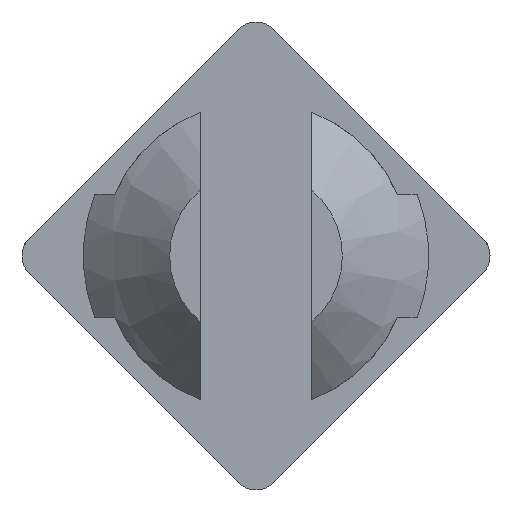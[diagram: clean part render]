
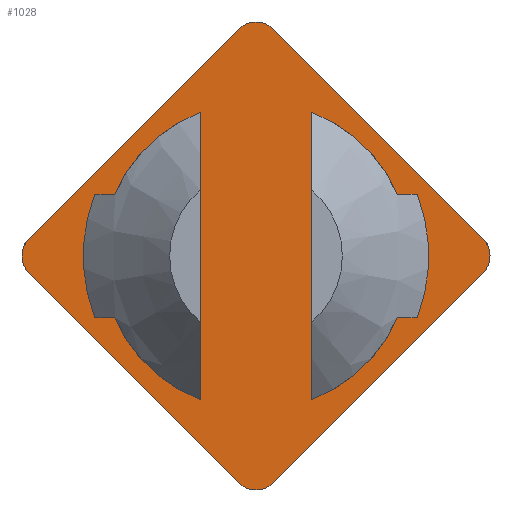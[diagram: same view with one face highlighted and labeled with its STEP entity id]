
A CAD part, front view. The second image highlights one B-rep face of the part: STEP entity #1028.
In plain terms, the highlighted planar face has unit normal (0, -1, 0).
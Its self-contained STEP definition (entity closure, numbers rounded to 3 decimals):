
#164=CARTESIAN_POINT('',(0.,2.5,0.));
#165=DIRECTION('',(0.,1.,0.));
#166=DIRECTION('',(0.36,0.,0.933));
#167=AXIS2_PLACEMENT_3D('',#164,#165,#166);
#179=CARTESIAN_POINT('',(0.,2.5,0.));
#180=DIRECTION('',(0.,1.,0.));
#181=DIRECTION('',(-0.36,0.,-0.933));
#182=AXIS2_PLACEMENT_3D('',#179,#180,#181);
#273=DIRECTION('',(0.,0.,-1.));
#274=VECTOR('',#273,2.332);
#275=CARTESIAN_POINT('',(0.45,2.5,1.166));
#276=LINE('',#275,#274);
#294=DIRECTION('',(0.,0.,-1.));
#295=VECTOR('',#294,2.332);
#296=CARTESIAN_POINT('',(-0.45,2.5,1.166));
#297=LINE('',#296,#295);
#301=CARTESIAN_POINT('',(0.,2.5,-1.697));
#302=DIRECTION('',(0.,-1.,0.));
#303=DIRECTION('',(-0.707,0.,-0.707));
#304=AXIS2_PLACEMENT_3D('',#301,#302,#303);
#309=DIRECTION('',(0.707,0.,-0.707));
#310=VECTOR('',#309,2.4);
#311=CARTESIAN_POINT('',(-1.838,2.5,-0.141));
#312=LINE('',#311,#310);
#316=CARTESIAN_POINT('',(-1.697,2.5,0.));
#317=DIRECTION('',(0.,-1.,0.));
#318=DIRECTION('',(-0.707,0.,0.707));
#319=AXIS2_PLACEMENT_3D('',#316,#317,#318);
#324=DIRECTION('',(-0.707,0.,-0.707));
#325=VECTOR('',#324,2.4);
#326=CARTESIAN_POINT('',(-0.141,2.5,1.838));
#327=LINE('',#326,#325);
#331=CARTESIAN_POINT('',(0.,2.5,1.697));
#332=DIRECTION('',(0.,-1.,0.));
#333=DIRECTION('',(0.707,0.,0.707));
#334=AXIS2_PLACEMENT_3D('',#331,#332,#333);
#339=DIRECTION('',(-0.707,0.,0.707));
#340=VECTOR('',#339,2.4);
#341=CARTESIAN_POINT('',(1.838,2.5,0.141));
#342=LINE('',#341,#340);
#346=CARTESIAN_POINT('',(1.697,2.5,0.));
#347=DIRECTION('',(0.,-1.,0.));
#348=DIRECTION('',(0.707,0.,-0.707));
#349=AXIS2_PLACEMENT_3D('',#346,#347,#348);
#354=DIRECTION('',(0.707,0.,0.707));
#355=VECTOR('',#354,2.4);
#356=CARTESIAN_POINT('',(0.141,2.5,-1.838));
#357=LINE('',#356,#355);
#716=CARTESIAN_POINT('',(0.45,2.5,-1.166));
#717=VERTEX_POINT('',#716);
#718=CARTESIAN_POINT('',(-0.45,2.5,-1.166));
#719=VERTEX_POINT('',#718);
#720=CARTESIAN_POINT('',(0.45,2.5,1.166));
#721=VERTEX_POINT('',#720);
#722=CARTESIAN_POINT('',(-0.45,2.5,1.166));
#723=VERTEX_POINT('',#722);
#724=CARTESIAN_POINT('',(-0.141,2.5,-1.838));
#725=CARTESIAN_POINT('',(0.141,2.5,-1.838));
#726=VERTEX_POINT('',#724);
#727=VERTEX_POINT('',#725);
#736=CARTESIAN_POINT('',(1.838,2.5,-0.141));
#737=VERTEX_POINT('',#736);
#738=CARTESIAN_POINT('',(1.838,2.5,0.141));
#739=VERTEX_POINT('',#738);
#744=CARTESIAN_POINT('',(-1.838,2.5,0.141));
#745=CARTESIAN_POINT('',(-1.838,2.5,-0.141));
#746=VERTEX_POINT('',#744);
#747=VERTEX_POINT('',#745);
#756=CARTESIAN_POINT('',(0.141,2.5,1.838));
#757=VERTEX_POINT('',#756);
#758=CARTESIAN_POINT('',(-0.141,2.5,1.838));
#759=VERTEX_POINT('',#758);
#997=CARTESIAN_POINT('',(0.,2.5,0.));
#998=DIRECTION('',(0.,1.,0.));
#999=DIRECTION('',(0.707,0.,-0.707));
#1000=AXIS2_PLACEMENT_3D('',#997,#998,#999);
#1001=PLANE('',#1000);
#1003=ORIENTED_EDGE('',*,*,#1002,.F.);
#1005=ORIENTED_EDGE('',*,*,#1004,.F.);
#1007=ORIENTED_EDGE('',*,*,#1006,.F.);
#1009=ORIENTED_EDGE('',*,*,#1008,.F.);
#1011=ORIENTED_EDGE('',*,*,#1010,.F.);
#1013=ORIENTED_EDGE('',*,*,#1012,.F.);
#1015=ORIENTED_EDGE('',*,*,#1014,.F.);
#1017=ORIENTED_EDGE('',*,*,#1016,.F.);
#1018=EDGE_LOOP('',(#1003,#1005,#1007,#1009,#1011,#1013,#1015,#1017));
#1019=FACE_OUTER_BOUND('',#1018,.F.);
#1020=ORIENTED_EDGE('',*,*,#863,.F.);
#1021=ORIENTED_EDGE('',*,*,#990,.F.);
#1022=EDGE_LOOP('',(#1020,#1021));
#1023=FACE_BOUND('',#1022,.F.);
#1024=ORIENTED_EDGE('',*,*,#839,.F.);
#1025=ORIENTED_EDGE('',*,*,#954,.T.);
#1026=EDGE_LOOP('',(#1024,#1025));
#1027=FACE_BOUND('',#1026,.F.);
#1028=ADVANCED_FACE('',(#1019,#1023,#1027),#1001,.F.);
#168=CIRCLE('',#167,1.25);
#183=CIRCLE('',#182,1.25);
#305=CIRCLE('',#304,0.2);
#320=CIRCLE('',#319,0.2);
#335=CIRCLE('',#334,0.2);
#350=CIRCLE('',#349,0.2);
#839=EDGE_CURVE('',#721,#717,#168,.T.);
#863=EDGE_CURVE('',#719,#723,#183,.T.);
#954=EDGE_CURVE('',#721,#717,#276,.T.);
#990=EDGE_CURVE('',#723,#719,#297,.T.);
#1002=EDGE_CURVE('',#726,#727,#305,.T.);
#1004=EDGE_CURVE('',#747,#726,#312,.T.);
#1006=EDGE_CURVE('',#746,#747,#320,.T.);
#1008=EDGE_CURVE('',#759,#746,#327,.T.);
#1010=EDGE_CURVE('',#757,#759,#335,.T.);
#1012=EDGE_CURVE('',#739,#757,#342,.T.);
#1014=EDGE_CURVE('',#737,#739,#350,.T.);
#1016=EDGE_CURVE('',#727,#737,#357,.T.);
